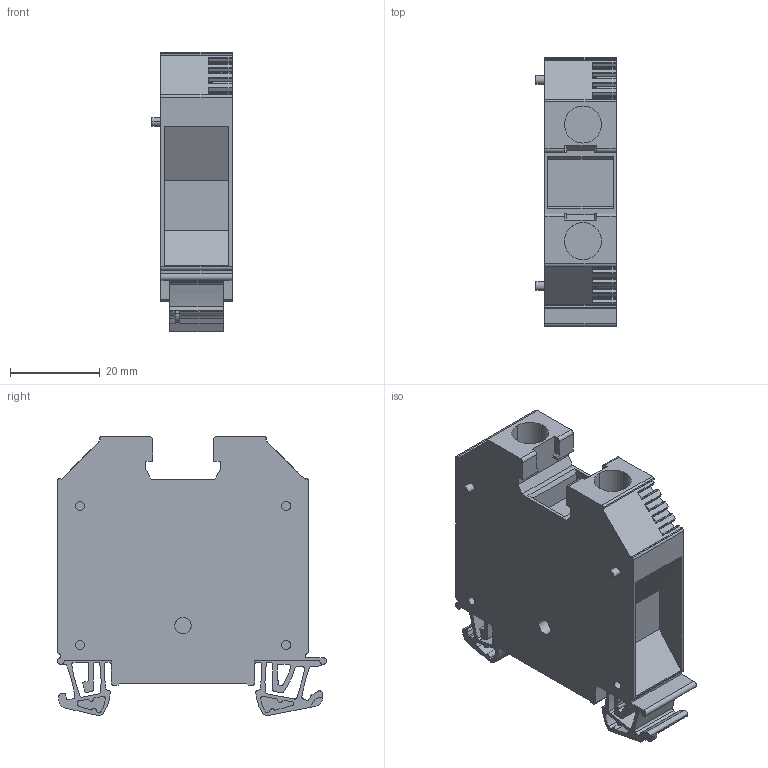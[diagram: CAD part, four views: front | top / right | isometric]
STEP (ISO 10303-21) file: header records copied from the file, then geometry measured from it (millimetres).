
FILE_DESCRIPTION(('CATIA V5 STEP Exchange','CAx-IF Rec.Pracs.--- Model Styling and Organization---1.4--- 2014-01-23'),'2;1');
FILE_NAME ('D1447093_0', '2020-04-21T04:42:08+00:00', ('none'), ('Weidmueller'), 'CATIA Version 5-6 Release 2016 SP3 HF44', 'CATIA V5 STEP AP214', 'none');
FILE_SCHEMA(('AUTOMOTIVE_DESIGN { 1 0 10303 214 1 1 1 1 }'));
Length unit declared in the file: millimetre
Products named in the file (1): 1029000000_WDU_35-IK-ZA
Bounding box: 17.9 x 60 x 62.25 mm (x, y, z)
Volume: 38318.2 mm3; surface area: 14137.2 mm2
Topology: 1 solids, 1 shells, 447 faces, 1326 edges, 895 vertices
Faces by surface type: plane 291, cylinder 146, cone 9, extrusion 1
Entity records: 14804 total; most frequent: CARTESIAN_POINT 2725, ORIENTED_EDGE 2652, DIRECTION 2003, EDGE_CURVE 1326, VECTOR 995, LINE 994, VERTEX_POINT 895, AXIS2_PLACEMENT_3D 657
